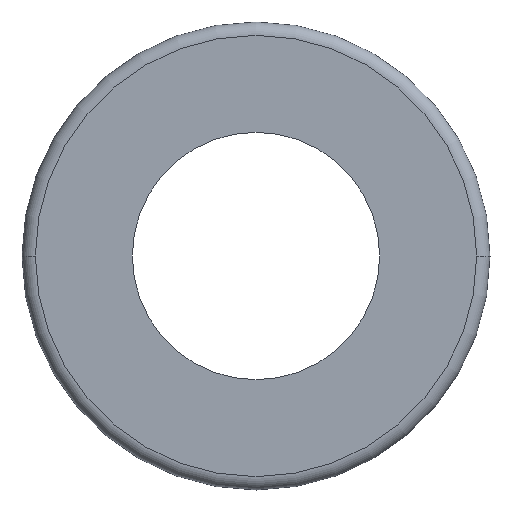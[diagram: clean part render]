
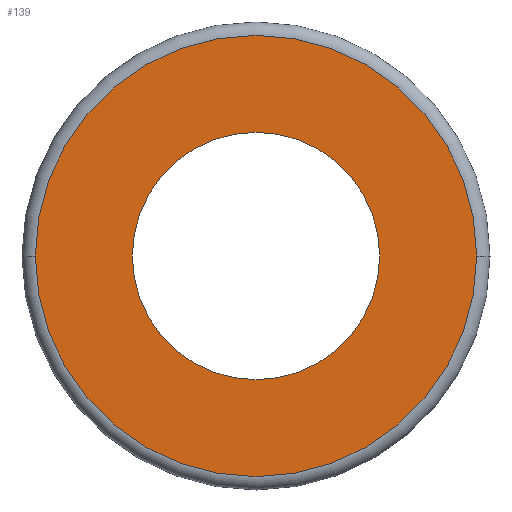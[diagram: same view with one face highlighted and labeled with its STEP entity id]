
A CAD part, front view. The second image highlights one B-rep face of the part: STEP entity #139.
In plain terms, the highlighted planar face has unit normal (0, -1, 0).
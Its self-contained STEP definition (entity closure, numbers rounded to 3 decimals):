
#3 = DIRECTION ( 'NONE',  ( -1., 0., 0. ) ) ;
#24 = VERTEX_POINT ( 'NONE', #51 ) ;
#25 = CIRCLE ( 'NONE', #243, 3.3 ) ;
#33 = DIRECTION ( 'NONE',  ( -1., 0., 0. ) ) ;
#39 = EDGE_CURVE ( 'NONE', #93, #41, #340, .T. ) ;
#41 = VERTEX_POINT ( 'NONE', #323 ) ;
#48 = CARTESIAN_POINT ( 'NONE',  ( -76., -63.744, 44.9 ) ) ;
#51 = CARTESIAN_POINT ( 'NONE',  ( -72.7, -63.744, 44.9 ) ) ;
#57 = CARTESIAN_POINT ( 'NONE',  ( -76., -63.744, 44.9 ) ) ;
#80 = ORIENTED_EDGE ( 'NONE', *, *, #342, .F. ) ;
#90 = DIRECTION ( 'NONE',  ( 0., -1., 0. ) ) ;
#93 = VERTEX_POINT ( 'NONE', #175 ) ;
#106 = DIRECTION ( 'NONE',  ( 0., 1., 0. ) ) ;
#107 = FACE_OUTER_BOUND ( 'NONE', #219, .T. ) ;
#139 = ADVANCED_FACE ( 'NONE', ( #107, #242 ), #210, .T. ) ;
#147 = EDGE_LOOP ( 'NONE', ( #269, #290 ) ) ;
#150 = DIRECTION ( 'NONE',  ( 0., 1., 0. ) ) ;
#157 = ORIENTED_EDGE ( 'NONE', *, *, #325, .F. ) ;
#173 = CARTESIAN_POINT ( 'NONE',  ( -76., -63.744, 44.9 ) ) ;
#175 = CARTESIAN_POINT ( 'NONE',  ( -77.85, -63.744, 44.9 ) ) ;
#179 = CIRCLE ( 'NONE', #272, 3.3 ) ;
#191 = VERTEX_POINT ( 'NONE', #196 ) ;
#194 = AXIS2_PLACEMENT_3D ( 'NONE', #48, #106, #294 ) ;
#196 = CARTESIAN_POINT ( 'NONE',  ( -79.3, -63.744, 44.9 ) ) ;
#210 = PLANE ( 'NONE',  #245 ) ;
#214 = DIRECTION ( 'NONE',  ( 0., 1., 0. ) ) ;
#219 = EDGE_LOOP ( 'NONE', ( #80, #157 ) ) ;
#226 = EDGE_CURVE ( 'NONE', #41, #93, #267, .T. ) ;
#241 = CARTESIAN_POINT ( 'NONE',  ( -76., -63.744, 44.9 ) ) ;
#242 = FACE_BOUND ( 'NONE', #147, .T. ) ;
#243 = AXIS2_PLACEMENT_3D ( 'NONE', #341, #214, #33 ) ;
#245 = AXIS2_PLACEMENT_3D ( 'NONE', #173, #90, #3 ) ;
#257 = DIRECTION ( 'NONE',  ( -1., 0., 0. ) ) ;
#260 = DIRECTION ( 'NONE',  ( 0., 1., 0. ) ) ;
#267 = CIRCLE ( 'NONE', #302, 1.85 ) ;
#269 = ORIENTED_EDGE ( 'NONE', *, *, #226, .T. ) ;
#272 = AXIS2_PLACEMENT_3D ( 'NONE', #241, #150, #337 ) ;
#290 = ORIENTED_EDGE ( 'NONE', *, *, #39, .T. ) ;
#294 = DIRECTION ( 'NONE',  ( -1., 0., 0. ) ) ;
#302 = AXIS2_PLACEMENT_3D ( 'NONE', #57, #260, #257 ) ;
#323 = CARTESIAN_POINT ( 'NONE',  ( -74.15, -63.744, 44.9 ) ) ;
#325 = EDGE_CURVE ( 'NONE', #24, #191, #25, .T. ) ;
#337 = DIRECTION ( 'NONE',  ( -1., 0., 0. ) ) ;
#340 = CIRCLE ( 'NONE', #194, 1.85 ) ;
#341 = CARTESIAN_POINT ( 'NONE',  ( -76., -63.744, 44.9 ) ) ;
#342 = EDGE_CURVE ( 'NONE', #191, #24, #179, .T. ) ;
